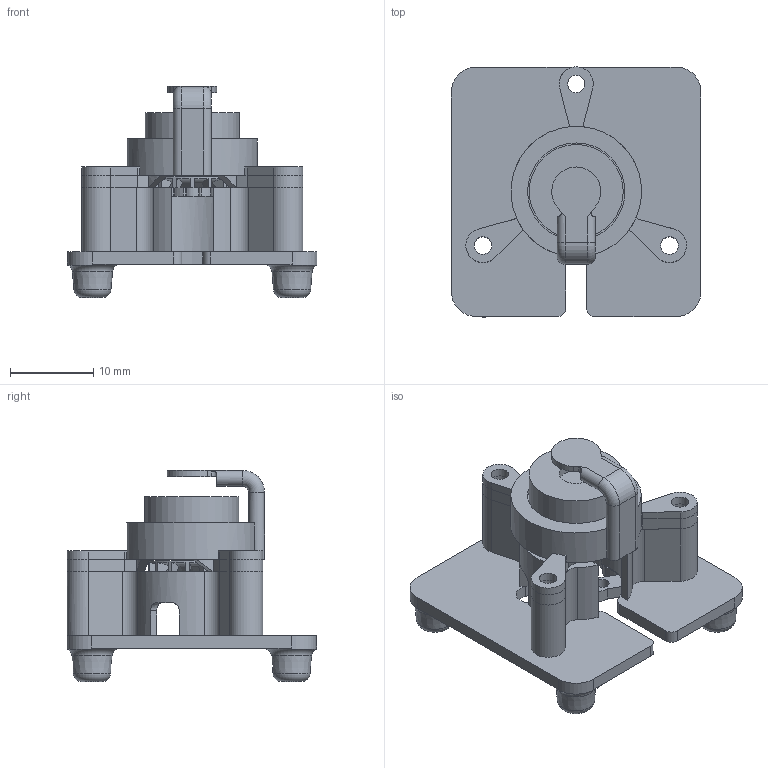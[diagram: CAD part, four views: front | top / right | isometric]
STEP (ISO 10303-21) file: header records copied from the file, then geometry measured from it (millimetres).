
FILE_DESCRIPTION(/* description */ ('STEP AP242','CAx-IF Rec.Pracs.---Representation and Presentation of Product Manufacturing Information (PMI)---4.0---2014-10-13','CAx-IF Rec.Pracs.---3D Tessellated Geometry---0.4---2014-09-14','2;1'),/* implementation_level */ '2;1');
FILE_NAME(/* name */ '66fc7d23dd62572e51411905',/* time_stamp */ '2024-10-01T22:52:20Z',/* author */ (''),/* organization */ (''),/* preprocessor_version */ 'ST-DEVELOPER v20',/* originating_system */ ' ',/* authorisation */ ' ');
FILE_SCHEMA (('AP242_MANAGED_MODEL_BASED_3D_ENGINEERING_MIM_LF { 1 0 10303 442 1 1 4 }'));
Length unit declared in the file: metre
Products named in the file (8): output shaft holder; carrier; 2nd stage output; 2nd stage sun; compound planet; base gearbox plate; motor mount; center shaft bottom
Bounding box: 30.06 x 30.06 x 25.38 mm (x, y, z)
Volume: 3297.2 mm3; surface area: 6120.3 mm2
Topology: 8 solids, 8 shells, 1322 faces, 3850 edges, 2554 vertices
Faces by surface type: cylinder 645, bspline 473, plane 184, torus 16, cone 4
Full cylindrical faces by diameter (mm): 1.08 x2, 1.1 x1, 1.178 x5, 1.6 x3, 1.978 x1, 2.1 x9, 3 x1, 3.1 x1, 3.46 x2, 3.6 x1, 4 x1, 4.178 x1, 8.178 x1, 10.5 x1, 11.3 x1, 11.7 x1, 13.3 x2, 13.7 x1
Entity records: 47747 total; most frequent: CARTESIAN_POINT 15186, ORIENTED_EDGE 7558, DIRECTION 5718, EDGE_CURVE 3779, VERTEX_POINT 2535, AXIS2_PLACEMENT_3D 2251, EDGE_LOOP 1438, FACE_BOUND 1438
